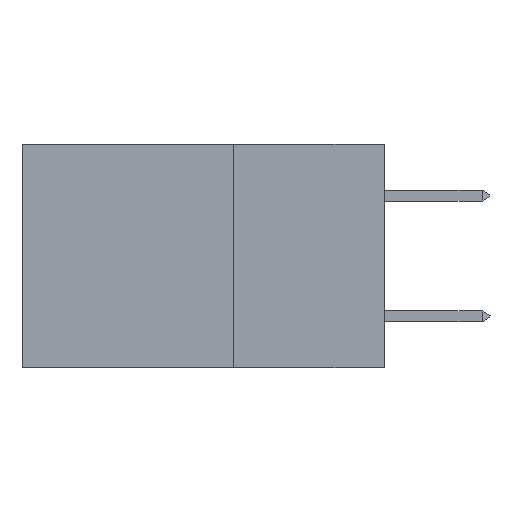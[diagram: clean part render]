
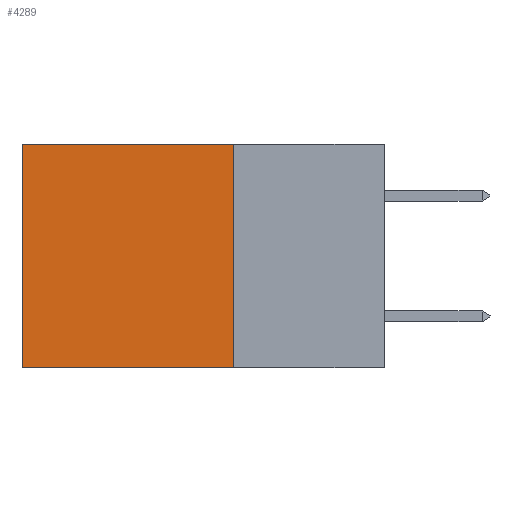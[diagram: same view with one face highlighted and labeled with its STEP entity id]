
A CAD part, left-side view. The second image highlights one B-rep face of the part: STEP entity #4289.
In plain terms, the highlighted planar face has unit normal (-1, 0, 0).
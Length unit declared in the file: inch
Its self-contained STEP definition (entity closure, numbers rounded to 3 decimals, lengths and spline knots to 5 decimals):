
#290 = DIRECTION ( 'NONE',  ( 0., 0., -1. ) ) ;
#1435 = LINE ( 'NONE', #18783, #9661 ) ;
#3137 = VERTEX_POINT ( 'NONE', #12131 ) ;
#3231 = VECTOR ( 'NONE', #19601, 39.37008 ) ;
#4289 = ADVANCED_FACE ( 'NONE', ( #18480 ), #21829, .F. ) ;
#5874 = DIRECTION ( 'NONE',  ( 0., 1., 0. ) ) ;
#6023 = EDGE_CURVE ( 'NONE', #15251, #3137, #21005, .T. ) ;
#8031 = VERTEX_POINT ( 'NONE', #21176 ) ;
#8190 = ORIENTED_EDGE ( 'NONE', *, *, #27358, .T. ) ;
#8238 = EDGE_CURVE ( 'NONE', #15251, #27064, #1435, .T. ) ;
#9661 = VECTOR ( 'NONE', #5874, 39.37008 ) ;
#10512 = DIRECTION ( 'NONE',  ( 1., 0., 0. ) ) ;
#11138 = VECTOR ( 'NONE', #13427, 39.37008 ) ;
#11528 = ORIENTED_EDGE ( 'NONE', *, *, #8238, .T. ) ;
#11952 = VECTOR ( 'NONE', #31325, 39.37008 ) ;
#12131 = CARTESIAN_POINT ( 'NONE',  ( 0.2875, 0.25, -0.37 ) ) ;
#12287 = LINE ( 'NONE', #24691, #3231 ) ;
#13427 = DIRECTION ( 'NONE',  ( 0., 0., -1. ) ) ;
#15251 = VERTEX_POINT ( 'NONE', #19011 ) ;
#16695 = CARTESIAN_POINT ( 'NONE',  ( 0.2875, 0.6, 0. ) ) ;
#18480 = FACE_OUTER_BOUND ( 'NONE', #19083, .T. ) ;
#18779 = CARTESIAN_POINT ( 'NONE',  ( 0.2875, 0.25, 0. ) ) ;
#18783 = CARTESIAN_POINT ( 'NONE',  ( 0.2875, 0.25, 0. ) ) ;
#19011 = CARTESIAN_POINT ( 'NONE',  ( 0.2875, 0.25, 0. ) ) ;
#19083 = EDGE_LOOP ( 'NONE', ( #8190, #27368, #24411, #11528 ) ) ;
#19601 = DIRECTION ( 'NONE',  ( 0., 1., 0. ) ) ;
#21005 = LINE ( 'NONE', #18779, #11952 ) ;
#21176 = CARTESIAN_POINT ( 'NONE',  ( 0.2875, 0.6, -0.37 ) ) ;
#21455 = EDGE_CURVE ( 'NONE', #3137, #8031, #12287, .T. ) ;
#21829 = PLANE ( 'NONE',  #32741 ) ;
#23796 = CARTESIAN_POINT ( 'NONE',  ( 0.2875, 0.6, 0. ) ) ;
#24411 = ORIENTED_EDGE ( 'NONE', *, *, #6023, .F. ) ;
#24691 = CARTESIAN_POINT ( 'NONE',  ( 0.2875, 0.25, -0.37 ) ) ;
#27064 = VERTEX_POINT ( 'NONE', #16695 ) ;
#27358 = EDGE_CURVE ( 'NONE', #27064, #8031, #31249, .T. ) ;
#27368 = ORIENTED_EDGE ( 'NONE', *, *, #21455, .F. ) ;
#29445 = CARTESIAN_POINT ( 'NONE',  ( 0.2875, 0.25, 0. ) ) ;
#31249 = LINE ( 'NONE', #23796, #11138 ) ;
#31325 = DIRECTION ( 'NONE',  ( 0., 0., -1. ) ) ;
#32741 = AXIS2_PLACEMENT_3D ( 'NONE', #29445, #10512, #290 ) ;
